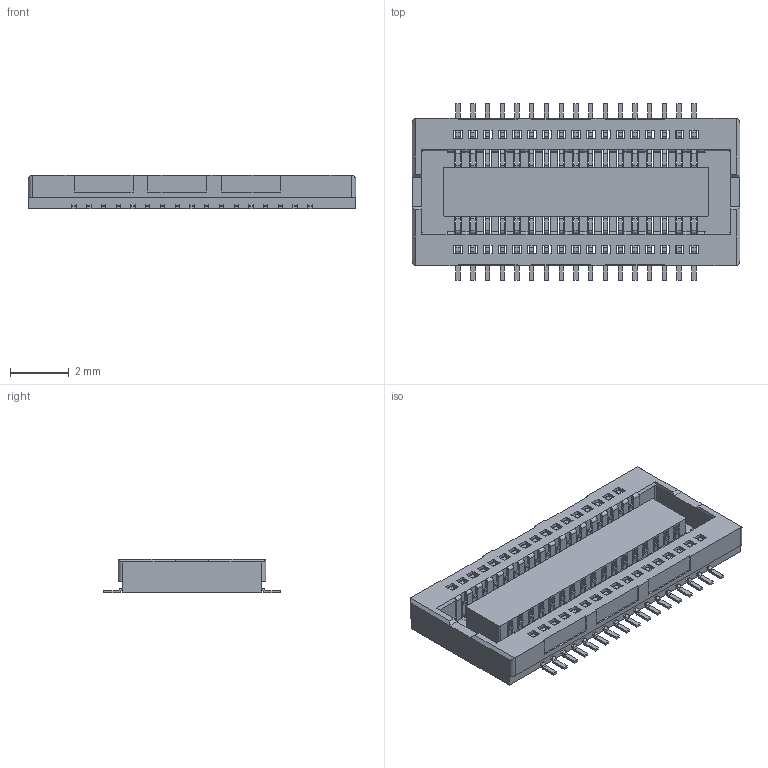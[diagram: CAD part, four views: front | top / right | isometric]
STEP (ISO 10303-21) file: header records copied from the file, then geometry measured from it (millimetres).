
FILE_DESCRIPTION(/* description */ ('model of Molex_SlimStack_Receptacle_2x17_Pitch0.5mm_54722-0344'),/* implementation_level */ '2;1');
FILE_NAME(/* name */ 'Molex_SlimStack_Receptacle_2x17_Pitch0.5mm_54722-0344.step',/* time_stamp */ '2017-04-21T15:51:20',/* author */ ('Ray Benitez',''),/* organization */ (''),/* preprocessor_version */ '',/* originating_system */ '',/* authorisation */ '');
FILE_SCHEMA(('AUTOMOTIVE_DESIGN_CC2 { 1 2 10303 214 -1 1 5 4 }'));
Products named in the file (1): molex_54722_2x17
Bounding box: 11.1 x 6 x 1.15 mm (x, y, z)
Volume: 42.7 mm3; surface area: 318.1 mm2
Topology: 1 solids, 1 shells, 2070 faces, 6050 edges, 4048 vertices
Faces by surface type: plane 1436, cylinder 626, bspline 8
Entity records: 83333 total; most frequent: CARTESIAN_POINT 12237, ORIENTED_EDGE 12100, DIRECTION 11416, EDGE_CURVE 6050, LINE 4778, VECTOR 4778, VERTEX_POINT 4048, AXIS2_PLACEMENT_3D 3319
